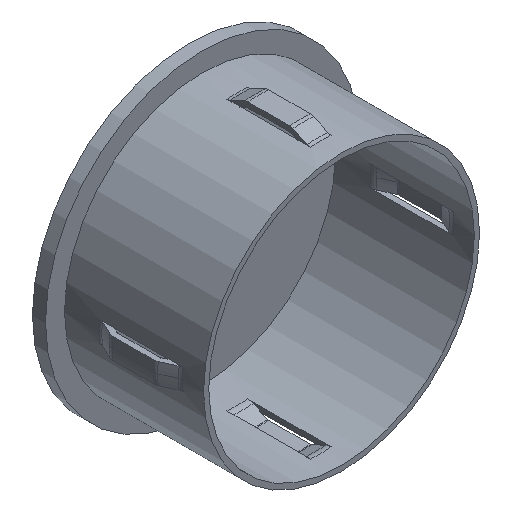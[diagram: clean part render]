
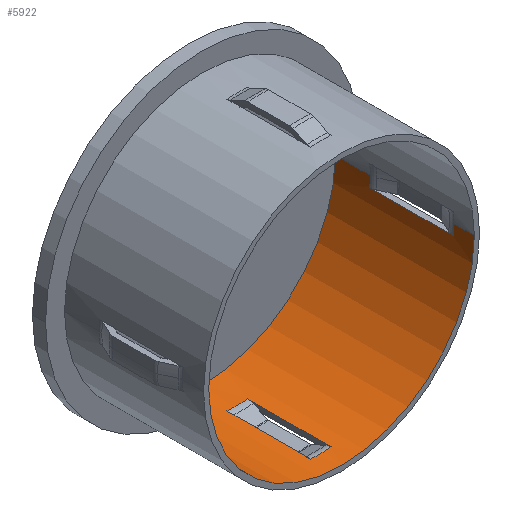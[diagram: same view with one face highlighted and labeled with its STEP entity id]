
A CAD part, isometric view. The second image highlights one B-rep face of the part: STEP entity #5922.
In plain terms, the highlighted cylindrical face has radius 25.5 mm (diameter 51 mm), a partial arc.
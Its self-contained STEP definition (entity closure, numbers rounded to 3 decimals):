
#8 = CARTESIAN_POINT ( 'NONE',  ( 0., 20., 0. ) ) ;
#61 = CARTESIAN_POINT ( 'NONE',  ( 25.5, 29.2, 0. ) ) ;
#68 = FACE_OUTER_BOUND ( 'NONE', #7488, .T. ) ;
#124 = DIRECTION ( 'NONE',  ( 0., 1., 0. ) ) ;
#212 = CARTESIAN_POINT ( 'NONE',  ( 0., 26.7, 0. ) ) ;
#263 = ORIENTED_EDGE ( 'NONE', *, *, #15303, .F. ) ;
#525 = VERTEX_POINT ( 'NONE', #2761 ) ;
#528 = LINE ( 'NONE', #13322, #7470 ) ;
#613 = VECTOR ( 'NONE', #11321, 1000. ) ;
#619 = CARTESIAN_POINT ( 'NONE',  ( -2., 20., -25.421 ) ) ;
#677 = CARTESIAN_POINT ( 'NONE',  ( 25.5, 29.2, 0. ) ) ;
#722 = CARTESIAN_POINT ( 'NONE',  ( -25.5, 29.2, 0. ) ) ;
#742 = EDGE_CURVE ( 'NONE', #16187, #1229, #15118, .T. ) ;
#784 = CARTESIAN_POINT ( 'NONE',  ( 25.421, 61.241, -2. ) ) ;
#799 = EDGE_CURVE ( 'NONE', #9790, #8199, #3247, .T. ) ;
#843 = EDGE_CURVE ( 'NONE', #15600, #5900, #4421, .T. ) ;
#1229 = VERTEX_POINT ( 'NONE', #3646 ) ;
#1469 = EDGE_LOOP ( 'NONE', ( #1860, #4615, #263, #9787 ) ) ;
#1487 = AXIS2_PLACEMENT_3D ( 'NONE', #13332, #12157, #2056 ) ;
#1499 = DIRECTION ( 'NONE',  ( -1., 0., 0. ) ) ;
#1625 = ORIENTED_EDGE ( 'NONE', *, *, #14878, .F. ) ;
#1628 = CARTESIAN_POINT ( 'NONE',  ( 25.5, 4., 0. ) ) ;
#1815 = EDGE_CURVE ( 'NONE', #5219, #3916, #10958, .T. ) ;
#1854 = VERTEX_POINT ( 'NONE', #11516 ) ;
#1860 = ORIENTED_EDGE ( 'NONE', *, *, #15831, .T. ) ;
#1896 = CARTESIAN_POINT ( 'NONE',  ( 25.421, 4., -2. ) ) ;
#1920 = DIRECTION ( 'NONE',  ( -1., 0., 0. ) ) ;
#2056 = DIRECTION ( 'NONE',  ( -1., 0., 0. ) ) ;
#2430 = CIRCLE ( 'NONE', #14869, 25.5 ) ;
#2617 = VECTOR ( 'NONE', #12880, 1000. ) ;
#2623 = DIRECTION ( 'NONE',  ( 0., 1., 0. ) ) ;
#2674 = AXIS2_PLACEMENT_3D ( 'NONE', #10208, #11326, #11505 ) ;
#2761 = CARTESIAN_POINT ( 'NONE',  ( 25.5, 0., 0. ) ) ;
#2777 = EDGE_CURVE ( 'NONE', #525, #8606, #12791, .T. ) ;
#2910 = CARTESIAN_POINT ( 'NONE',  ( 0., 4., 0. ) ) ;
#3247 = LINE ( 'NONE', #784, #10780 ) ;
#3326 = CIRCLE ( 'NONE', #12059, 25.5 ) ;
#3335 = DIRECTION ( 'NONE',  ( 0., 1., 0. ) ) ;
#3533 = CARTESIAN_POINT ( 'NONE',  ( 0., 20., 0. ) ) ;
#3646 = CARTESIAN_POINT ( 'NONE',  ( -25.5, 4., 0. ) ) ;
#3916 = VERTEX_POINT ( 'NONE', #7103 ) ;
#4010 = DIRECTION ( 'NONE',  ( 0., 1., 0. ) ) ;
#4086 = CARTESIAN_POINT ( 'NONE',  ( -25.5, 26.7, 0. ) ) ;
#4421 = CIRCLE ( 'NONE', #2674, 25.5 ) ;
#4538 = ORIENTED_EDGE ( 'NONE', *, *, #11584, .F. ) ;
#4615 = ORIENTED_EDGE ( 'NONE', *, *, #8281, .T. ) ;
#4759 = DIRECTION ( 'NONE',  ( 0., -1., 0. ) ) ;
#4848 = ORIENTED_EDGE ( 'NONE', *, *, #9773, .T. ) ;
#4867 = VERTEX_POINT ( 'NONE', #9930 ) ;
#4907 = LINE ( 'NONE', #13334, #8282 ) ;
#5219 = VERTEX_POINT ( 'NONE', #12187 ) ;
#5900 = VERTEX_POINT ( 'NONE', #15782 ) ;
#5922 = ADVANCED_FACE ( 'NONE', ( #6029, #68 ), #6444, .F. ) ;
#6029 = FACE_BOUND ( 'NONE', #1469, .T. ) ;
#6139 = DIRECTION ( 'NONE',  ( -1., 0., 0. ) ) ;
#6144 = EDGE_CURVE ( 'NONE', #1854, #15369, #15932, .T. ) ;
#6249 = CARTESIAN_POINT ( 'NONE',  ( 2., 4., -25.421 ) ) ;
#6400 = CARTESIAN_POINT ( 'NONE',  ( -25.421, 20., -2. ) ) ;
#6422 = ORIENTED_EDGE ( 'NONE', *, *, #2777, .T. ) ;
#6444 = CYLINDRICAL_SURFACE ( 'NONE', #12530, 25.5 ) ;
#6599 = DIRECTION ( 'NONE',  ( 0., 1., 0. ) ) ;
#6647 = ORIENTED_EDGE ( 'NONE', *, *, #1815, .T. ) ;
#6966 = CARTESIAN_POINT ( 'NONE',  ( 0., 29.2, 0. ) ) ;
#7103 = CARTESIAN_POINT ( 'NONE',  ( 25.5, 26.7, 0. ) ) ;
#7121 = DIRECTION ( 'NONE',  ( 0., -1., 0. ) ) ;
#7320 = ORIENTED_EDGE ( 'NONE', *, *, #742, .T. ) ;
#7470 = VECTOR ( 'NONE', #4759, 1000. ) ;
#7488 = EDGE_LOOP ( 'NONE', ( #1625, #6422, #4848, #15914, #14542, #6647, #14757, #12679, #10772, #12702, #7320, #4538 ) ) ;
#7963 = LINE ( 'NONE', #11499, #2617 ) ;
#8123 = DIRECTION ( 'NONE',  ( 0., -1., 0. ) ) ;
#8199 = VERTEX_POINT ( 'NONE', #1896 ) ;
#8281 = EDGE_CURVE ( 'NONE', #10861, #12001, #2430, .T. ) ;
#8282 = VECTOR ( 'NONE', #8123, 1000. ) ;
#8532 = VECTOR ( 'NONE', #16065, 1000. ) ;
#8606 = VERTEX_POINT ( 'NONE', #1628 ) ;
#8624 = DIRECTION ( 'NONE',  ( 0., 1., 0. ) ) ;
#8983 = DIRECTION ( 'NONE',  ( -1., 0., 0. ) ) ;
#9260 = CIRCLE ( 'NONE', #11320, 25.5 ) ;
#9773 = EDGE_CURVE ( 'NONE', #8606, #8199, #16280, .T. ) ;
#9787 = ORIENTED_EDGE ( 'NONE', *, *, #6144, .F. ) ;
#9790 = VERTEX_POINT ( 'NONE', #15260 ) ;
#9930 = CARTESIAN_POINT ( 'NONE',  ( -25.5, 0., 0. ) ) ;
#10051 = EDGE_CURVE ( 'NONE', #5900, #11005, #10747, .T. ) ;
#10164 = EDGE_CURVE ( 'NONE', #15600, #16187, #7963, .T. ) ;
#10208 = CARTESIAN_POINT ( 'NONE',  ( 0., 20., 0. ) ) ;
#10625 = CARTESIAN_POINT ( 'NONE',  ( -25.421, 4., -2. ) ) ;
#10747 = LINE ( 'NONE', #15125, #613 ) ;
#10772 = ORIENTED_EDGE ( 'NONE', *, *, #843, .F. ) ;
#10780 = VECTOR ( 'NONE', #7121, 1000. ) ;
#10861 = VERTEX_POINT ( 'NONE', #6249 ) ;
#10958 = LINE ( 'NONE', #61, #14127 ) ;
#10974 = DIRECTION ( 'NONE',  ( -1., 0., 0. ) ) ;
#11005 = VERTEX_POINT ( 'NONE', #4086 ) ;
#11147 = AXIS2_PLACEMENT_3D ( 'NONE', #3533, #8624, #6139 ) ;
#11320 = AXIS2_PLACEMENT_3D ( 'NONE', #8, #2623, #11513 ) ;
#11321 = DIRECTION ( 'NONE',  ( 0., 1., 0. ) ) ;
#11326 = DIRECTION ( 'NONE',  ( 0., 1., 0. ) ) ;
#11472 = CIRCLE ( 'NONE', #15878, 25.5 ) ;
#11499 = CARTESIAN_POINT ( 'NONE',  ( -25.421, 61.241, -2. ) ) ;
#11505 = DIRECTION ( 'NONE',  ( -1., 0., 0. ) ) ;
#11513 = DIRECTION ( 'NONE',  ( -1., 0., 0. ) ) ;
#11516 = CARTESIAN_POINT ( 'NONE',  ( 2., 20., -25.421 ) ) ;
#11584 = EDGE_CURVE ( 'NONE', #4867, #1229, #12298, .T. ) ;
#11985 = VECTOR ( 'NONE', #11998, 1000. ) ;
#11998 = DIRECTION ( 'NONE',  ( 0., 1., 0. ) ) ;
#12001 = VERTEX_POINT ( 'NONE', #14403 ) ;
#12059 = AXIS2_PLACEMENT_3D ( 'NONE', #12751, #6599, #8983 ) ;
#12136 = CARTESIAN_POINT ( 'NONE',  ( 0., 4., 0. ) ) ;
#12157 = DIRECTION ( 'NONE',  ( 0., 1., 0. ) ) ;
#12187 = CARTESIAN_POINT ( 'NONE',  ( 25.5, 20., 0. ) ) ;
#12298 = LINE ( 'NONE', #722, #8532 ) ;
#12530 = AXIS2_PLACEMENT_3D ( 'NONE', #6966, #14657, #1920 ) ;
#12679 = ORIENTED_EDGE ( 'NONE', *, *, #10051, .F. ) ;
#12702 = ORIENTED_EDGE ( 'NONE', *, *, #10164, .T. ) ;
#12751 = CARTESIAN_POINT ( 'NONE',  ( 0., 0., 0. ) ) ;
#12791 = LINE ( 'NONE', #677, #11985 ) ;
#12880 = DIRECTION ( 'NONE',  ( 0., -1., 0. ) ) ;
#13056 = DIRECTION ( 'NONE',  ( -1., 0., 0. ) ) ;
#13225 = DIRECTION ( 'NONE',  ( 0., 1., 0. ) ) ;
#13322 = CARTESIAN_POINT ( 'NONE',  ( 2., 61.241, -25.421 ) ) ;
#13332 = CARTESIAN_POINT ( 'NONE',  ( 0., 4., 0. ) ) ;
#13334 = CARTESIAN_POINT ( 'NONE',  ( -2., 61.241, -25.421 ) ) ;
#14127 = VECTOR ( 'NONE', #124, 1000. ) ;
#14403 = CARTESIAN_POINT ( 'NONE',  ( -2., 4., -25.421 ) ) ;
#14542 = ORIENTED_EDGE ( 'NONE', *, *, #15637, .F. ) ;
#14657 = DIRECTION ( 'NONE',  ( 0., 1., 0. ) ) ;
#14757 = ORIENTED_EDGE ( 'NONE', *, *, #16348, .T. ) ;
#14869 = AXIS2_PLACEMENT_3D ( 'NONE', #12136, #3335, #10974 ) ;
#14878 = EDGE_CURVE ( 'NONE', #525, #4867, #3326, .T. ) ;
#15118 = CIRCLE ( 'NONE', #1487, 25.5 ) ;
#15125 = CARTESIAN_POINT ( 'NONE',  ( -25.5, 29.2, 0. ) ) ;
#15260 = CARTESIAN_POINT ( 'NONE',  ( 25.421, 20., -2. ) ) ;
#15303 = EDGE_CURVE ( 'NONE', #15369, #12001, #4907, .T. ) ;
#15369 = VERTEX_POINT ( 'NONE', #619 ) ;
#15600 = VERTEX_POINT ( 'NONE', #6400 ) ;
#15637 = EDGE_CURVE ( 'NONE', #5219, #9790, #9260, .T. ) ;
#15782 = CARTESIAN_POINT ( 'NONE',  ( -25.5, 20., 0. ) ) ;
#15831 = EDGE_CURVE ( 'NONE', #1854, #10861, #528, .T. ) ;
#15878 = AXIS2_PLACEMENT_3D ( 'NONE', #212, #4010, #1499 ) ;
#15914 = ORIENTED_EDGE ( 'NONE', *, *, #799, .F. ) ;
#15932 = CIRCLE ( 'NONE', #11147, 25.5 ) ;
#15941 = AXIS2_PLACEMENT_3D ( 'NONE', #2910, #13225, #13056 ) ;
#16065 = DIRECTION ( 'NONE',  ( 0., 1., 0. ) ) ;
#16187 = VERTEX_POINT ( 'NONE', #10625 ) ;
#16280 = CIRCLE ( 'NONE', #15941, 25.5 ) ;
#16348 = EDGE_CURVE ( 'NONE', #3916, #11005, #11472, .T. ) ;
